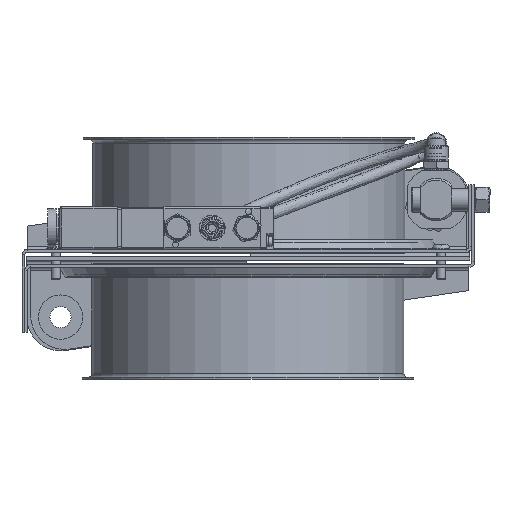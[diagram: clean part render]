
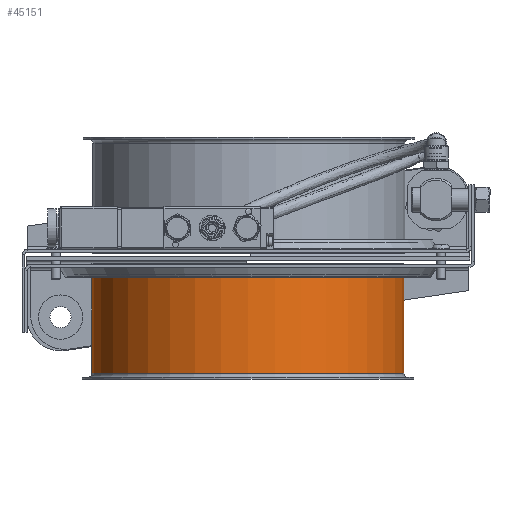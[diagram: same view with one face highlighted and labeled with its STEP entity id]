
A CAD part, front view. The second image highlights one B-rep face of the part: STEP entity #45151.
In plain terms, the highlighted cylindrical face has radius 81 mm (diameter 162 mm), a full revolution.
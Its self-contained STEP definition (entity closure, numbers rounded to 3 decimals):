
#476=CYLINDRICAL_SURFACE('',#47817,81.);
#808=CIRCLE('',#47816,81.);
#809=CIRCLE('',#47818,81.);
#2743=FACE_BOUND('',#8334,.T.);
#5585=FACE_OUTER_BOUND('',#8333,.T.);
#8333=EDGE_LOOP('',(#31289));
#8334=EDGE_LOOP('',(#31290));
#18886=VERTEX_POINT('',#62618);
#18887=VERTEX_POINT('',#62621);
#23711=EDGE_CURVE('',#18886,#18886,#808,.T.);
#23712=EDGE_CURVE('',#18887,#18887,#809,.T.);
#31289=ORIENTED_EDGE('',*,*,#23711,.T.);
#31290=ORIENTED_EDGE('',*,*,#23712,.F.);
#45151=ADVANCED_FACE('',(#5585,#2743),#476,.T.);
#47816=AXIS2_PLACEMENT_3D('',#62619,#51313,#51314);
#47817=AXIS2_PLACEMENT_3D('',#62620,#51315,#51316);
#47818=AXIS2_PLACEMENT_3D('',#62622,#51317,#51318);
#51313=DIRECTION('center_axis',(0.,-1.,0.));
#51314=DIRECTION('ref_axis',(1.,0.,0.));
#51315=DIRECTION('center_axis',(0.,-1.,0.));
#51316=DIRECTION('ref_axis',(1.,0.,0.));
#51317=DIRECTION('center_axis',(0.,-1.,0.));
#51318=DIRECTION('ref_axis',(1.,0.,0.));
#62618=CARTESIAN_POINT('',(81.,57.,0.));
#62619=CARTESIAN_POINT('Origin',(0.,57.,0.));
#62620=CARTESIAN_POINT('Origin',(0.,4.97,
0.));
#62621=CARTESIAN_POINT('',(81.,0.,0.));
#62622=CARTESIAN_POINT('Origin',(0.,0.,0.));
